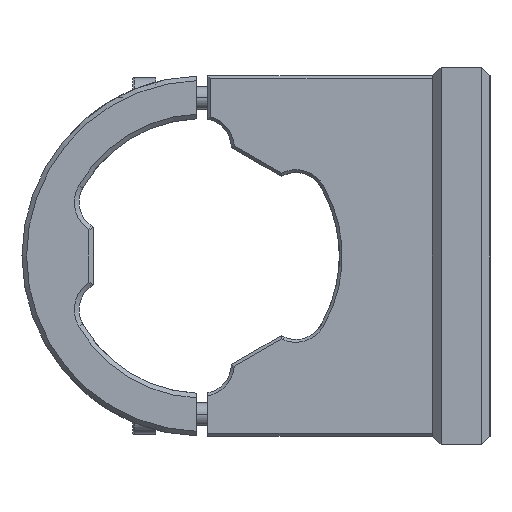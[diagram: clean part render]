
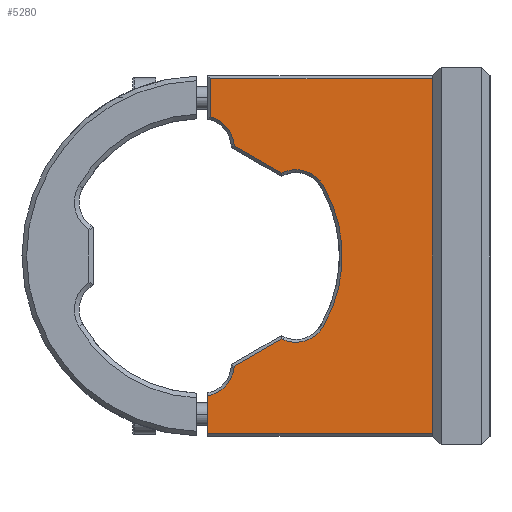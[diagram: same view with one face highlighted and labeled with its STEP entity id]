
A CAD part, left-side view. The second image highlights one B-rep face of the part: STEP entity #5280.
In plain terms, the highlighted planar face has unit normal (-1, 0, 0).
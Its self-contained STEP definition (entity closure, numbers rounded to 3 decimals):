
#49 = CARTESIAN_POINT ( 'NONE',  ( -57.5, -5.57, 19.127 ) ) ;
#116 = DIRECTION ( 'NONE',  ( 0., 0., -1. ) ) ;
#405 = CARTESIAN_POINT ( 'NONE',  ( -57.5, -5.553, -19.329 ) ) ;
#480 = CARTESIAN_POINT ( 'NONE',  ( -57.5, -16.288, 9.489 ) ) ;
#502 = EDGE_CURVE ( 'NONE', #621, #2949, #6682, .T. ) ;
#535 = VERTEX_POINT ( 'NONE', #10675 ) ;
#547 = CARTESIAN_POINT ( 'NONE',  ( -57.5, -16.288, 14.989 ) ) ;
#621 = VERTEX_POINT ( 'NONE', #547 ) ;
#666 = DIRECTION ( 'NONE',  ( 0., 0., -1. ) ) ;
#729 = DIRECTION ( 'NONE',  ( 0., -0.087, -0.996 ) ) ;
#792 = DIRECTION ( 'NONE',  ( 1., 0., 0. ) ) ;
#827 = LINE ( 'NONE', #7812, #6026 ) ;
#832 = ORIENTED_EDGE ( 'NONE', *, *, #7448, .T. ) ;
#840 = EDGE_CURVE ( 'NONE', #1067, #11169, #3366, .T. ) ;
#853 = VECTOR ( 'NONE', #666, 1000. ) ;
#875 = VERTEX_POINT ( 'NONE', #8784 ) ;
#898 = ORIENTED_EDGE ( 'NONE', *, *, #2922, .T. ) ;
#928 = LINE ( 'NONE', #10361, #5119 ) ;
#992 = CARTESIAN_POINT ( 'NONE',  ( -57.5, -40., 30.763 ) ) ;
#1067 = VERTEX_POINT ( 'NONE', #11145 ) ;
#1116 = VECTOR ( 'NONE', #10021, 1000. ) ;
#1164 = CARTESIAN_POINT ( 'NONE',  ( -57.5, -1., 30.763 ) ) ;
#1176 = ORIENTED_EDGE ( 'NONE', *, *, #1403, .T. ) ;
#1236 = CARTESIAN_POINT ( 'NONE',  ( -57.5, -16.288, -9.489 ) ) ;
#1245 = CARTESIAN_POINT ( 'NONE',  ( -57.5, -16.288, 9.489 ) ) ;
#1268 = CARTESIAN_POINT ( 'NONE',  ( -57.5, -13.78, -14.388 ) ) ;
#1403 = EDGE_CURVE ( 'NONE', #5526, #5060, #928, .T. ) ;
#1430 = ORIENTED_EDGE ( 'NONE', *, *, #502, .T. ) ;
#1495 = VECTOR ( 'NONE', #6919, 1000. ) ;
#1571 = ORIENTED_EDGE ( 'NONE', *, *, #5042, .F. ) ;
#1682 = CARTESIAN_POINT ( 'NONE',  ( -57.5, -0.074, 18.85 ) ) ;
#1715 = VERTEX_POINT ( 'NONE', #10125 ) ;
#1802 = DIRECTION ( 'NONE',  ( 1., 0., 0. ) ) ;
#1997 = LINE ( 'NONE', #4624, #6243 ) ;
#2131 = EDGE_CURVE ( 'NONE', #11169, #8531, #5026, .T. ) ;
#2330 = LINE ( 'NONE', #8516, #853 ) ;
#2469 = AXIS2_PLACEMENT_3D ( 'NONE', #1245, #9877, #7140 ) ;
#2488 = DIRECTION ( 'NONE',  ( 1., 0., 0. ) ) ;
#2496 = LINE ( 'NONE', #5985, #5508 ) ;
#2528 = DIRECTION ( 'NONE',  ( 0., -0.906, 0.423 ) ) ;
#2658 = EDGE_CURVE ( 'NONE', #8531, #5526, #827, .T. ) ;
#2922 = EDGE_CURVE ( 'NONE', #5060, #621, #9221, .T. ) ;
#2949 = VERTEX_POINT ( 'NONE', #4079 ) ;
#2951 = AXIS2_PLACEMENT_3D ( 'NONE', #8817, #792, #116 ) ;
#2960 = CIRCLE ( 'NONE', #9360, 5.5 ) ;
#3082 = EDGE_CURVE ( 'NONE', #1715, #535, #9350, .T. ) ;
#3182 = EDGE_LOOP ( 'NONE', ( #8100, #6135, #1571, #7223, #8287, #10771, #8304, #7709, #1176, #898, #1430, #8923, #832, #9952, #9874, #8860, #6256 ) ) ;
#3219 = DIRECTION ( 'NONE',  ( 1., 0., 0. ) ) ;
#3236 = VERTEX_POINT ( 'NONE', #9044 ) ;
#3366 = CIRCLE ( 'NONE', #10126, 5.5 ) ;
#3400 = DIRECTION ( 'NONE',  ( 0., -0.866, -0.5 ) ) ;
#3410 = DIRECTION ( 'NONE',  ( 0., 0.087, -0.996 ) ) ;
#3541 = LINE ( 'NONE', #8762, #1495 ) ;
#3571 = CARTESIAN_POINT ( 'NONE',  ( -57.5, -1.5, 23.763 ) ) ;
#3806 = DIRECTION ( 'NONE',  ( 1., 0., 0. ) ) ;
#3847 = LINE ( 'NONE', #1164, #1116 ) ;
#3997 = EDGE_CURVE ( 'NONE', #2949, #4076, #8846, .T. ) ;
#4024 = DIRECTION ( 'NONE',  ( 0., 0., -1. ) ) ;
#4076 = VERTEX_POINT ( 'NONE', #4601 ) ;
#4079 = CARTESIAN_POINT ( 'NONE',  ( -57.5, -21.04, 12.257 ) ) ;
#4158 = CARTESIAN_POINT ( 'NONE',  ( -57.5, -13.963, 14.473 ) ) ;
#4601 = CARTESIAN_POINT ( 'NONE',  ( -57.5, -21.04, -12.257 ) ) ;
#4624 = CARTESIAN_POINT ( 'NONE',  ( -57.5, -5.345, -19.258 ) ) ;
#4666 = FACE_OUTER_BOUND ( 'NONE', #3182, .T. ) ;
#5026 = LINE ( 'NONE', #10275, #6234 ) ;
#5042 = EDGE_CURVE ( 'NONE', #5540, #7859, #2330, .T. ) ;
#5060 = VERTEX_POINT ( 'NONE', #4158 ) ;
#5119 = VECTOR ( 'NONE', #2528, 1000. ) ;
#5163 = CARTESIAN_POINT ( 'NONE',  ( -57.5, -1., -23.763 ) ) ;
#5206 = EDGE_CURVE ( 'NONE', #8234, #8688, #6320, .T. ) ;
#5280 = ADVANCED_FACE ( 'NONE', ( #4666 ), #5630, .F. ) ;
#5508 = VECTOR ( 'NONE', #3410, 1000. ) ;
#5526 = VERTEX_POINT ( 'NONE', #8840 ) ;
#5540 = VERTEX_POINT ( 'NONE', #992 ) ;
#5630 = PLANE ( 'NONE',  #9438 ) ;
#5900 = VECTOR ( 'NONE', #10428, 1000. ) ;
#5976 = DIRECTION ( 'NONE',  ( 0., 0., -1. ) ) ;
#5985 = CARTESIAN_POINT ( 'NONE',  ( -57.5, -5.553, -19.329 ) ) ;
#6026 = VECTOR ( 'NONE', #3400, 1000. ) ;
#6135 = ORIENTED_EDGE ( 'NONE', *, *, #7447, .T. ) ;
#6234 = VECTOR ( 'NONE', #729, 1000. ) ;
#6243 = VECTOR ( 'NONE', #8175, 1000. ) ;
#6256 = ORIENTED_EDGE ( 'NONE', *, *, #7846, .T. ) ;
#6320 = LINE ( 'NONE', #8689, #7430 ) ;
#6645 = AXIS2_PLACEMENT_3D ( 'NONE', #10323, #2488, #5976 ) ;
#6682 = CIRCLE ( 'NONE', #2469, 5.5 ) ;
#6855 = EDGE_CURVE ( 'NONE', #5540, #3236, #3847, .T. ) ;
#6919 = DIRECTION ( 'NONE',  ( 0., -1., 0. ) ) ;
#6945 = LINE ( 'NONE', #3571, #5900 ) ;
#7140 = DIRECTION ( 'NONE',  ( 0., 0., -1. ) ) ;
#7223 = ORIENTED_EDGE ( 'NONE', *, *, #6855, .T. ) ;
#7252 = CARTESIAN_POINT ( 'NONE',  ( -57.5, -5.553, 19.329 ) ) ;
#7430 = VECTOR ( 'NONE', #7818, 1000. ) ;
#7447 = EDGE_CURVE ( 'NONE', #1715, #7859, #3541, .T. ) ;
#7448 = EDGE_CURVE ( 'NONE', #4076, #8234, #7881, .T. ) ;
#7621 = EDGE_CURVE ( 'NONE', #8688, #875, #1997, .T. ) ;
#7709 = ORIENTED_EDGE ( 'NONE', *, *, #2658, .T. ) ;
#7795 = EDGE_CURVE ( 'NONE', #875, #9995, #2496, .T. ) ;
#7803 = DIRECTION ( 'NONE',  ( 0., 0., -1. ) ) ;
#7812 = CARTESIAN_POINT ( 'NONE',  ( -57.5, -14.005, 14.258 ) ) ;
#7818 = DIRECTION ( 'NONE',  ( 0., 0.906, 0.423 ) ) ;
#7846 = EDGE_CURVE ( 'NONE', #9995, #535, #2960, .T. ) ;
#7859 = VERTEX_POINT ( 'NONE', #11252 ) ;
#7881 = CIRCLE ( 'NONE', #2951, 5.5 ) ;
#8100 = ORIENTED_EDGE ( 'NONE', *, *, #3082, .F. ) ;
#8175 = DIRECTION ( 'NONE',  ( 0., 0.866, -0.5 ) ) ;
#8234 = VERTEX_POINT ( 'NONE', #8942 ) ;
#8287 = ORIENTED_EDGE ( 'NONE', *, *, #9514, .T. ) ;
#8304 = ORIENTED_EDGE ( 'NONE', *, *, #2131, .T. ) ;
#8497 = DIRECTION ( 'NONE',  ( 0., 0., 1. ) ) ;
#8516 = CARTESIAN_POINT ( 'NONE',  ( -57.5, -40., 31.263 ) ) ;
#8531 = VERTEX_POINT ( 'NONE', #49 ) ;
#8675 = VECTOR ( 'NONE', #8497, 1000. ) ;
#8688 = VERTEX_POINT ( 'NONE', #1268 ) ;
#8689 = CARTESIAN_POINT ( 'NONE',  ( -57.5, -13.544, -14.278 ) ) ;
#8762 = CARTESIAN_POINT ( 'NONE',  ( -57.5, -40., -30.763 ) ) ;
#8784 = CARTESIAN_POINT ( 'NONE',  ( -57.5, -5.57, -19.127 ) ) ;
#8817 = CARTESIAN_POINT ( 'NONE',  ( -57.5, -16.288, -9.489 ) ) ;
#8840 = CARTESIAN_POINT ( 'NONE',  ( -57.5, -13.78, 14.388 ) ) ;
#8846 = CIRCLE ( 'NONE', #6645, 24.35 ) ;
#8860 = ORIENTED_EDGE ( 'NONE', *, *, #7795, .T. ) ;
#8923 = ORIENTED_EDGE ( 'NONE', *, *, #3997, .T. ) ;
#8942 = CARTESIAN_POINT ( 'NONE',  ( -57.5, -13.963, -14.473 ) ) ;
#9044 = CARTESIAN_POINT ( 'NONE',  ( -57.5, -1.5, 30.763 ) ) ;
#9221 = CIRCLE ( 'NONE', #9760, 5.5 ) ;
#9350 = LINE ( 'NONE', #5163, #8675 ) ;
#9360 = AXIS2_PLACEMENT_3D ( 'NONE', #9539, #10442, #11195 ) ;
#9438 = AXIS2_PLACEMENT_3D ( 'NONE', #1236, #3806, #9920 ) ;
#9514 = EDGE_CURVE ( 'NONE', #3236, #1067, #6945, .T. ) ;
#9539 = CARTESIAN_POINT ( 'NONE',  ( -57.5, -0.074, -18.85 ) ) ;
#9760 = AXIS2_PLACEMENT_3D ( 'NONE', #480, #3219, #4024 ) ;
#9874 = ORIENTED_EDGE ( 'NONE', *, *, #7621, .T. ) ;
#9877 = DIRECTION ( 'NONE',  ( 1., 0., 0. ) ) ;
#9920 = DIRECTION ( 'NONE',  ( 0., 0., -1. ) ) ;
#9952 = ORIENTED_EDGE ( 'NONE', *, *, #5206, .T. ) ;
#9995 = VERTEX_POINT ( 'NONE', #405 ) ;
#10021 = DIRECTION ( 'NONE',  ( 0., 1., 0. ) ) ;
#10125 = CARTESIAN_POINT ( 'NONE',  ( -57.5, -1., -30.763 ) ) ;
#10126 = AXIS2_PLACEMENT_3D ( 'NONE', #1682, #1802, #7803 ) ;
#10275 = CARTESIAN_POINT ( 'NONE',  ( -57.5, -5.593, 18.868 ) ) ;
#10323 = CARTESIAN_POINT ( 'NONE',  ( -57.5, 0., 0. ) ) ;
#10361 = CARTESIAN_POINT ( 'NONE',  ( -57.5, -13.963, 14.473 ) ) ;
#10428 = DIRECTION ( 'NONE',  ( 0., 0., -1. ) ) ;
#10442 = DIRECTION ( 'NONE',  ( 1., 0., 0. ) ) ;
#10675 = CARTESIAN_POINT ( 'NONE',  ( -57.5, -1., -24.271 ) ) ;
#10771 = ORIENTED_EDGE ( 'NONE', *, *, #840, .T. ) ;
#11145 = CARTESIAN_POINT ( 'NONE',  ( -57.5, -1.5, 24.162 ) ) ;
#11169 = VERTEX_POINT ( 'NONE', #7252 ) ;
#11195 = DIRECTION ( 'NONE',  ( 0., 0., -1. ) ) ;
#11252 = CARTESIAN_POINT ( 'NONE',  ( -57.5, -40., -30.763 ) ) ;
